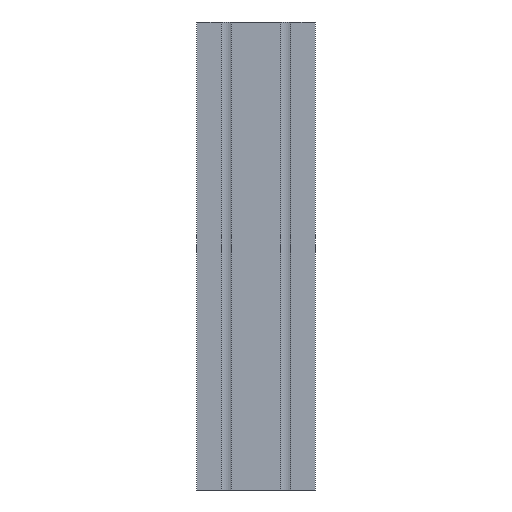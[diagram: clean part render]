
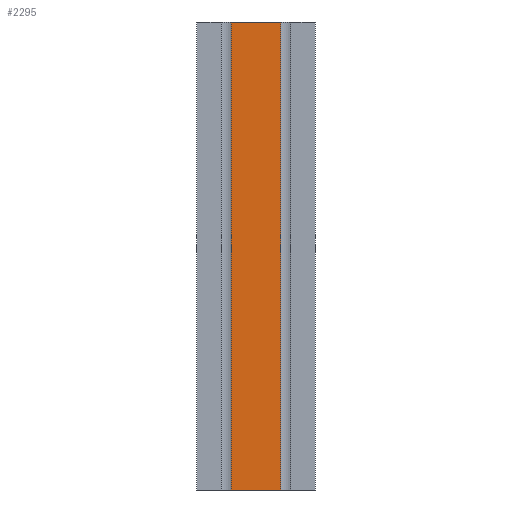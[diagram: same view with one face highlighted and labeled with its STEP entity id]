
A CAD part, front view. The second image highlights one B-rep face of the part: STEP entity #2295.
In plain terms, the highlighted planar face has unit normal (0, -1, 0).
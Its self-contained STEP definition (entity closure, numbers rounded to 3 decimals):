
#239=FACE_OUTER_BOUND('',#353,.T.);
#353=EDGE_LOOP('',(#1831,#1832,#1833,#1834));
#589=LINE('',#3724,#845);
#590=LINE('',#3727,#846);
#591=LINE('',#3729,#847);
#592=LINE('',#3730,#848);
#845=VECTOR('',#3059,10000.);
#846=VECTOR('',#3062,1059.18);
#847=VECTOR('',#3063,1059.18);
#848=VECTOR('',#3064,10000.);
#1083=VERTEX_POINT('',#3720);
#1084=VERTEX_POINT('',#3722);
#1085=VERTEX_POINT('',#3726);
#1086=VERTEX_POINT('',#3728);
#1401=EDGE_CURVE('',#1083,#1084,#589,.T.);
#1402=EDGE_CURVE('',#1083,#1085,#590,.T.);
#1403=EDGE_CURVE('',#1086,#1084,#591,.T.);
#1404=EDGE_CURVE('',#1085,#1086,#592,.T.);
#1831=ORIENTED_EDGE('',*,*,#1402,.F.);
#1832=ORIENTED_EDGE('',*,*,#1401,.T.);
#1833=ORIENTED_EDGE('',*,*,#1403,.F.);
#1834=ORIENTED_EDGE('',*,*,#1404,.F.);
#2183=PLANE('',#2487);
#2295=ADVANCED_FACE('',(#239),#2183,.T.);
#2487=AXIS2_PLACEMENT_3D('',#3725,#3060,#3061);
#3059=DIRECTION('',(0.,0.,-1.));
#3060=DIRECTION('center_axis',(0.,-1.,0.));
#3061=DIRECTION('ref_axis',(-1.,0.,0.));
#3062=DIRECTION('',(1.,0.,0.));
#3063=DIRECTION('',(-1.,0.,0.));
#3064=DIRECTION('',(0.,0.,-1.));
#3720=CARTESIAN_POINT('',(740.957,1.758,0.));
#3722=CARTESIAN_POINT('',(740.957,1.758,-10000.));
#3724=CARTESIAN_POINT('',(740.957,1.758,0.));
#3725=CARTESIAN_POINT('Origin',(1800.137,1.758,0.));
#3726=CARTESIAN_POINT('',(1800.137,1.758,0.));
#3727=CARTESIAN_POINT('',(740.957,1.758,0.));
#3728=CARTESIAN_POINT('',(1800.137,1.758,-10000.));
#3729=CARTESIAN_POINT('',(740.957,1.758,-10000.));
#3730=CARTESIAN_POINT('',(1800.137,1.758,0.));
